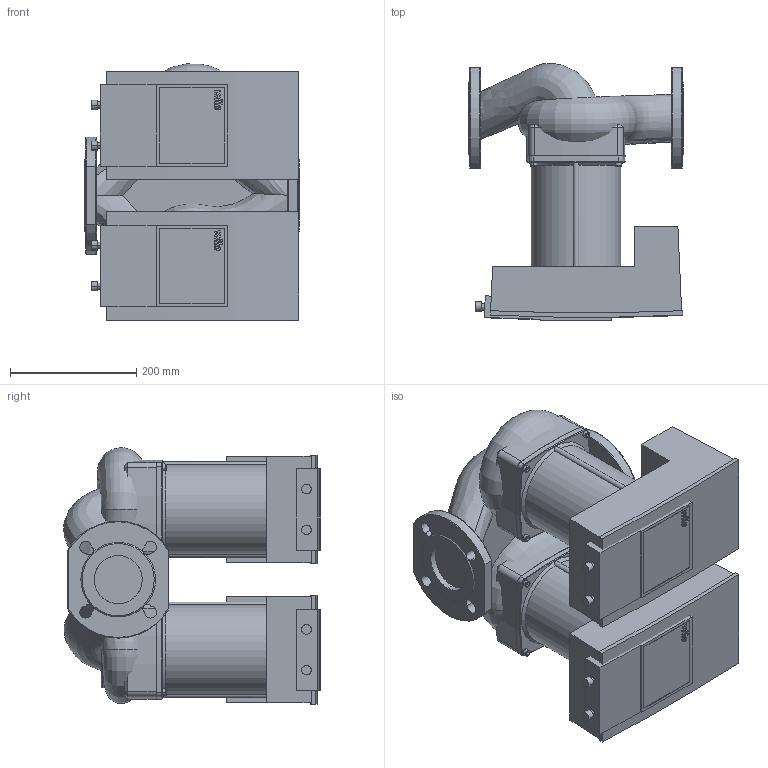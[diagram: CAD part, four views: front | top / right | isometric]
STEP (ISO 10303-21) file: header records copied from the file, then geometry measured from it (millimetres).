
FILE_DESCRIPTION((''),'2;1');
FILE_NAME('3d_YonosMAXO-D65_0_5-16-2120671.stp','2016-04-29T07:42:47',(''),(''),'Mechanical Desktop 2009','Mechanical Desktop 2009',', , ');
FILE_SCHEMA(('CONFIG_CONTROL_DESIGN'));
Length unit declared in the file: millimetre
Products named in the file (1): Product
Bounding box: 340 x 406.57 x 405.47 mm (x, y, z)
Volume: 25280370.8 mm3; surface area: 1371296.3 mm2
Topology: 19 solids, 19 shells, 458 faces, 1111 edges, 717 vertices
Faces by surface type: plane 210, cylinder 101, bspline 87, cone 38, torus 22
Entity records: 25125 total; most frequent: CARTESIAN_POINT 14663, ORIENTED_EDGE 2222, DIRECTION 1982, EDGE_CURVE 1111, VERTEX_POINT 717, AXIS2_PLACEMENT_3D 692, VECTOR 598, LINE 598
